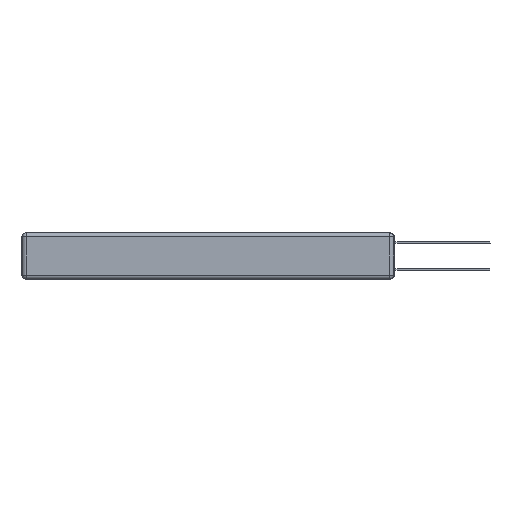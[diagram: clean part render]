
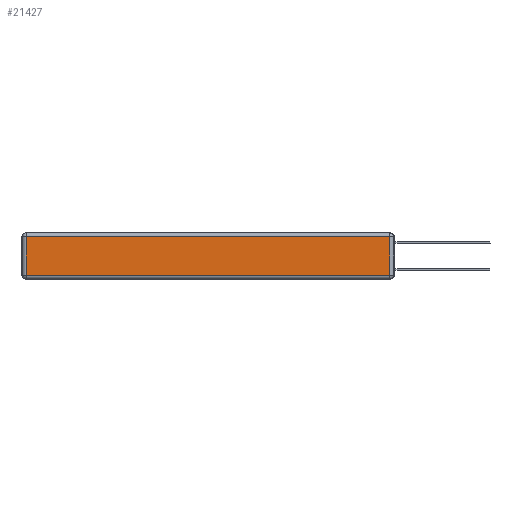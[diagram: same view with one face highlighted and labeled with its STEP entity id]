
A CAD part, left-side view. The second image highlights one B-rep face of the part: STEP entity #21427.
In plain terms, the highlighted planar face has unit normal (-1, 0, 0).
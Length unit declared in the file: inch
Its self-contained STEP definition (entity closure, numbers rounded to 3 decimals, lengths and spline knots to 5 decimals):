
#206 = LINE ( 'NONE', #15619, #23627 ) ;
#302 = CARTESIAN_POINT ( 'NONE',  ( 0., 0.03, -0.03 ) ) ;
#532 = DIRECTION ( 'NONE',  ( 0., 0., -1. ) ) ;
#810 = CARTESIAN_POINT ( 'NONE',  ( 0., 0., -0.343 ) ) ;
#1419 = DIRECTION ( 'NONE',  ( 0., 0., 1. ) ) ;
#3101 = CARTESIAN_POINT ( 'NONE',  ( 0., 0., -0.313 ) ) ;
#3312 = ORIENTED_EDGE ( 'NONE', *, *, #15591, .T. ) ;
#3425 = VECTOR ( 'NONE', #532, 39.37008 ) ;
#3765 = FACE_OUTER_BOUND ( 'NONE', #24031, .T. ) ;
#4683 = ORIENTED_EDGE ( 'NONE', *, *, #22168, .T. ) ;
#6032 = LINE ( 'NONE', #10849, #11860 ) ;
#7477 = ORIENTED_EDGE ( 'NONE', *, *, #17992, .T. ) ;
#7569 = CARTESIAN_POINT ( 'NONE',  ( 0., 2.72, -0.03 ) ) ;
#7571 = DIRECTION ( 'NONE',  ( 0., 1., 0. ) ) ;
#7594 = AXIS2_PLACEMENT_3D ( 'NONE', #810, #10346, #24097 ) ;
#8444 = CARTESIAN_POINT ( 'NONE',  ( 0., 2.72, -0.343 ) ) ;
#9032 = CARTESIAN_POINT ( 'NONE',  ( 0., 2.72, -0.313 ) ) ;
#9727 = VERTEX_POINT ( 'NONE', #302 ) ;
#10164 = LINE ( 'NONE', #8444, #3425 ) ;
#10346 = DIRECTION ( 'NONE',  ( -1., 0., 0. ) ) ;
#10849 = CARTESIAN_POINT ( 'NONE',  ( 0., 0.03, -0.343 ) ) ;
#11496 = VECTOR ( 'NONE', #15107, 39.37008 ) ;
#11860 = VECTOR ( 'NONE', #1419, 39.37008 ) ;
#12235 = CARTESIAN_POINT ( 'NONE',  ( 0., 0.03, -0.313 ) ) ;
#14947 = EDGE_CURVE ( 'NONE', #25452, #17711, #16410, .T. ) ;
#15107 = DIRECTION ( 'NONE',  ( 0., -1., 0. ) ) ;
#15591 = EDGE_CURVE ( 'NONE', #9727, #19905, #206, .T. ) ;
#15619 = CARTESIAN_POINT ( 'NONE',  ( 0., 2.75, -0.03 ) ) ;
#16282 = PLANE ( 'NONE',  #7594 ) ;
#16410 = LINE ( 'NONE', #3101, #11496 ) ;
#17711 = VERTEX_POINT ( 'NONE', #12235 ) ;
#17992 = EDGE_CURVE ( 'NONE', #17711, #9727, #6032, .T. ) ;
#19905 = VERTEX_POINT ( 'NONE', #7569 ) ;
#20593 = ORIENTED_EDGE ( 'NONE', *, *, #14947, .T. ) ;
#21427 = ADVANCED_FACE ( 'NONE', ( #3765 ), #16282, .T. ) ;
#22168 = EDGE_CURVE ( 'NONE', #19905, #25452, #10164, .T. ) ;
#23627 = VECTOR ( 'NONE', #7571, 39.37008 ) ;
#24031 = EDGE_LOOP ( 'NONE', ( #20593, #7477, #3312, #4683 ) ) ;
#24097 = DIRECTION ( 'NONE',  ( 0., 0., 1. ) ) ;
#25452 = VERTEX_POINT ( 'NONE', #9032 ) ;
